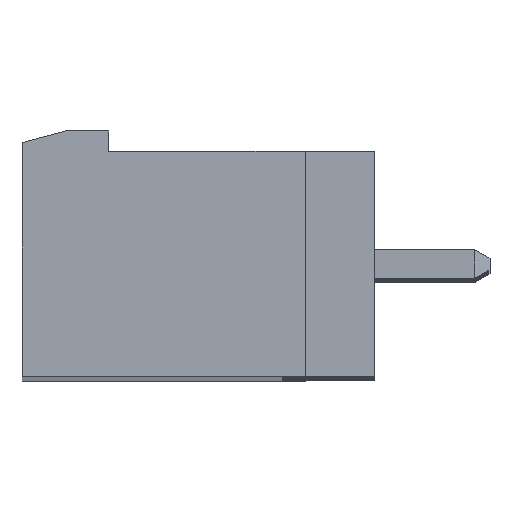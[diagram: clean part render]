
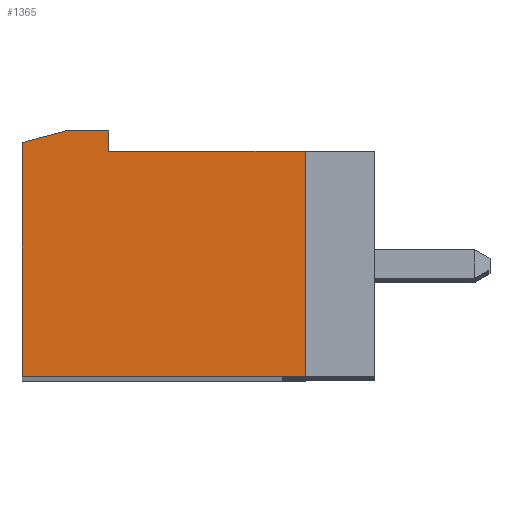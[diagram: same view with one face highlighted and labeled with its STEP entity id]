
A CAD part, top view. The second image highlights one B-rep face of the part: STEP entity #1365.
In plain terms, the highlighted planar face has unit normal (0, 0, 1).
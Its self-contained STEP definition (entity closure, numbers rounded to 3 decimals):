
#1365 = ADVANCED_FACE( '', ( #3082 ), #3083, .F. );
#3082 = FACE_OUTER_BOUND( '', #5140, .T. );
#3083 = PLANE( '', #5141 );
#5140 = EDGE_LOOP( '', ( #9400, #9401, #9402, #9403, #9404, #9405, #9406 ) );
#5141 = AXIS2_PLACEMENT_3D( '', #9407, #9408, #9409 );
#9400 = ORIENTED_EDGE( '', *, *, #13735, .F. );
#9401 = ORIENTED_EDGE( '', *, *, #13736, .F. );
#9402 = ORIENTED_EDGE( '', *, *, #13468, .F. );
#9403 = ORIENTED_EDGE( '', *, *, #13064, .F. );
#9404 = ORIENTED_EDGE( '', *, *, #12461, .F. );
#9405 = ORIENTED_EDGE( '', *, *, #13524, .F. );
#9406 = ORIENTED_EDGE( '', *, *, #13023, .F. );
#9407 = CARTESIAN_POINT( '', ( 197.225, 4.81, 72.12 ) );
#9408 = DIRECTION( '', ( 0., 0., -1. ) );
#9409 = DIRECTION( '', ( 0., -1., 0. ) );
#12461 = EDGE_CURVE( '', #15088, #14860, #15090, .T. );
#13023 = EDGE_CURVE( '', #16016, #16018, #16019, .T. );
#13064 = EDGE_CURVE( '', #14860, #16090, #16091, .T. );
#13468 = EDGE_CURVE( '', #16090, #16598, #16673, .T. );
#13524 = EDGE_CURVE( '', #16018, #15088, #16742, .T. );
#13735 = EDGE_CURVE( '', #17008, #16016, #17009, .T. );
#13736 = EDGE_CURVE( '', #16598, #17008, #17010, .T. );
#14860 = VERTEX_POINT( '', #18439 );
#15088 = VERTEX_POINT( '', #18788 );
#15090 = LINE( '', #18791, #18792 );
#16016 = VERTEX_POINT( '', #20171 );
#16018 = VERTEX_POINT( '', #20174 );
#16019 = LINE( '', #20175, #20176 );
#16090 = VERTEX_POINT( '', #20273 );
#16091 = LINE( '', #20274, #20275 );
#16598 = VERTEX_POINT( '', #21033 );
#16673 = LINE( '', #21154, #21155 );
#16742 = LINE( '', #21266, #21267 );
#17008 = VERTEX_POINT( '', #21666 );
#17009 = LINE( '', #21667, #21668 );
#17010 = LINE( '', #21669, #21670 );
#18439 = CARTESIAN_POINT( '', ( 194.425, -3.79, 72.12 ) );
#18788 = CARTESIAN_POINT( '', ( 204.225, -3.79, 72.12 ) );
#18791 = CARTESIAN_POINT( '', ( 194.225, -3.79, 72.12 ) );
#18792 = VECTOR( '', #23020, 1000. );
#20171 = CARTESIAN_POINT( '', ( 197.425, 4.01, 72.12 ) );
#20174 = CARTESIAN_POINT( '', ( 204.225, 4.01, 72.12 ) );
#20175 = CARTESIAN_POINT( '', ( 204.025, 4.01, 72.12 ) );
#20176 = VECTOR( '', #23514, 1000. );
#20273 = CARTESIAN_POINT( '', ( 194.425, 4.31, 72.12 ) );
#20274 = CARTESIAN_POINT( '', ( 194.425, 4.41, 72.12 ) );
#20275 = VECTOR( '', #23577, 1000. );
#21033 = CARTESIAN_POINT( '', ( 195.918, 4.71, 72.12 ) );
#21154 = CARTESIAN_POINT( '', ( 195.918, 4.71, 72.12 ) );
#21155 = VECTOR( '', #23908, 1000. );
#21266 = CARTESIAN_POINT( '', ( 204.225, -3.79, 72.12 ) );
#21267 = VECTOR( '', #23945, 1000. );
#21666 = CARTESIAN_POINT( '', ( 197.425, 4.71, 72.12 ) );
#21667 = CARTESIAN_POINT( '', ( 197.425, 4.31, 72.12 ) );
#21668 = VECTOR( '', #24127, 1000. );
#21669 = CARTESIAN_POINT( '', ( 197.425, 4.71, 72.12 ) );
#21670 = VECTOR( '', #24128, 1000. );
#23020 = DIRECTION( '', ( -1., 0., 0. ) );
#23514 = DIRECTION( '', ( 1., 0., 0. ) );
#23577 = DIRECTION( '', ( 0., 1., 0. ) );
#23908 = DIRECTION( '', ( 0.966, 0.259, 0. ) );
#23945 = DIRECTION( '', ( 0., -1., 0. ) );
#24127 = DIRECTION( '', ( 0., -1., 0. ) );
#24128 = DIRECTION( '', ( 1., 0., 0. ) );
